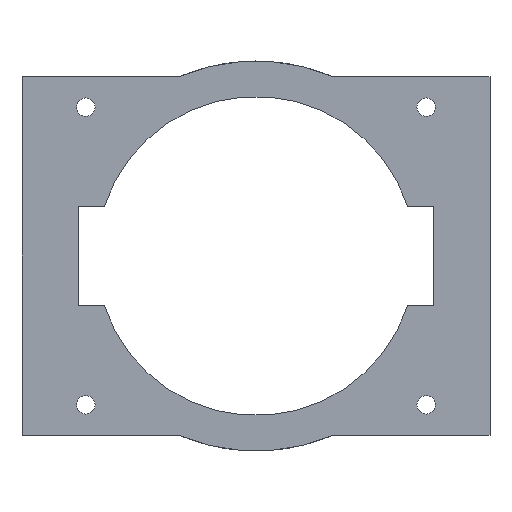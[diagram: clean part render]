
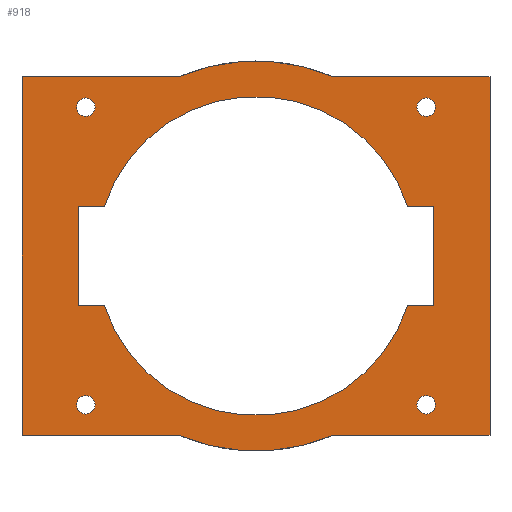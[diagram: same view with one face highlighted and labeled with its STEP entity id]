
A CAD part, front view. The second image highlights one B-rep face of the part: STEP entity #918.
In plain terms, the highlighted planar face has unit normal (0, -1, 0).
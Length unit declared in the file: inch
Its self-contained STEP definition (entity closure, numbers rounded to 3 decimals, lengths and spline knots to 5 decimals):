
#1=DIRECTION('',(-1.,0.,0.));
#2=VECTOR('',#1,1.10528);
#3=CARTESIAN_POINT('',(1.65,0.,-1.2625));
#4=LINE('',#3,#2);
#5=CARTESIAN_POINT('',(0.,0.,0.));
#6=DIRECTION('',(0.,1.,0.));
#7=DIRECTION('',(0.396,0.,-0.918));
#8=AXIS2_PLACEMENT_3D('',#5,#6,#7);
#10=DIRECTION('',(-1.,0.,0.));
#11=VECTOR('',#10,1.10528);
#12=CARTESIAN_POINT('',(-0.54472,0.,-1.2625));
#13=LINE('',#12,#11);
#14=DIRECTION('',(0.,0.,1.));
#15=VECTOR('',#14,2.525);
#16=CARTESIAN_POINT('',(-1.65,0.,-1.2625));
#17=LINE('',#16,#15);
#18=DIRECTION('',(1.,0.,0.));
#19=VECTOR('',#18,1.10528);
#20=CARTESIAN_POINT('',(-1.65,0.,1.2625));
#21=LINE('',#20,#19);
#22=CARTESIAN_POINT('',(0.,0.,0.));
#23=DIRECTION('',(0.,1.,0.));
#24=DIRECTION('',(-0.396,0.,0.918));
#25=AXIS2_PLACEMENT_3D('',#22,#23,#24);
#27=DIRECTION('',(1.,0.,0.));
#28=VECTOR('',#27,1.10528);
#29=CARTESIAN_POINT('',(0.54472,0.,1.2625));
#30=LINE('',#29,#28);
#31=DIRECTION('',(0.,0.,-1.));
#32=VECTOR('',#31,2.525);
#33=CARTESIAN_POINT('',(1.65,0.,1.2625));
#34=LINE('',#33,#32);
#35=DIRECTION('',(1.,0.,0.));
#36=VECTOR('',#35,0.18083);
#37=CARTESIAN_POINT('',(-1.25,0.,0.35));
#38=LINE('',#37,#36);
#39=DIRECTION('',(0.,0.,1.));
#40=VECTOR('',#39,0.7);
#41=CARTESIAN_POINT('',(-1.25,0.,-0.35));
#42=LINE('',#41,#40);
#43=DIRECTION('',(-1.,0.,0.));
#44=VECTOR('',#43,0.18083);
#45=CARTESIAN_POINT('',(-1.06917,0.,-0.35));
#46=LINE('',#45,#44);
#47=CARTESIAN_POINT('',(0.,0.,0.));
#48=DIRECTION('',(0.,1.,0.));
#49=DIRECTION('',(0.95,0.,-0.311));
#50=AXIS2_PLACEMENT_3D('',#47,#48,#49);
#52=DIRECTION('',(-1.,0.,0.));
#53=VECTOR('',#52,0.18083);
#54=CARTESIAN_POINT('',(1.25,0.,-0.35));
#55=LINE('',#54,#53);
#56=DIRECTION('',(0.,0.,-1.));
#57=VECTOR('',#56,0.7);
#58=CARTESIAN_POINT('',(1.25,0.,0.35));
#59=LINE('',#58,#57);
#60=DIRECTION('',(1.,0.,0.));
#61=VECTOR('',#60,0.18083);
#62=CARTESIAN_POINT('',(1.06917,0.,0.35));
#63=LINE('',#62,#61);
#64=CARTESIAN_POINT('',(0.,0.,0.));
#65=DIRECTION('',(0.,1.,0.));
#66=DIRECTION('',(-0.95,0.,0.311));
#67=AXIS2_PLACEMENT_3D('',#64,#65,#66);
#69=CARTESIAN_POINT('',(-1.2,0.,-1.05));
#70=DIRECTION('',(0.,1.,0.));
#71=DIRECTION('',(1.,0.,0.));
#72=AXIS2_PLACEMENT_3D('',#69,#70,#71);
#74=CARTESIAN_POINT('',(-1.2,0.,-1.05));
#75=DIRECTION('',(0.,1.,0.));
#76=DIRECTION('',(-1.,0.,0.));
#77=AXIS2_PLACEMENT_3D('',#74,#75,#76);
#79=CARTESIAN_POINT('',(1.2,0.,-1.05));
#80=DIRECTION('',(0.,1.,0.));
#81=DIRECTION('',(1.,0.,0.));
#82=AXIS2_PLACEMENT_3D('',#79,#80,#81);
#84=CARTESIAN_POINT('',(1.2,0.,-1.05));
#85=DIRECTION('',(0.,1.,0.));
#86=DIRECTION('',(-1.,0.,0.));
#87=AXIS2_PLACEMENT_3D('',#84,#85,#86);
#89=CARTESIAN_POINT('',(1.2,0.,1.05));
#90=DIRECTION('',(0.,1.,0.));
#91=DIRECTION('',(1.,0.,0.));
#92=AXIS2_PLACEMENT_3D('',#89,#90,#91);
#94=CARTESIAN_POINT('',(1.2,0.,1.05));
#95=DIRECTION('',(0.,1.,0.));
#96=DIRECTION('',(-1.,0.,0.));
#97=AXIS2_PLACEMENT_3D('',#94,#95,#96);
#99=CARTESIAN_POINT('',(-1.2,0.,1.05));
#100=DIRECTION('',(0.,1.,0.));
#101=DIRECTION('',(1.,0.,0.));
#102=AXIS2_PLACEMENT_3D('',#99,#100,#101);
#104=CARTESIAN_POINT('',(-1.2,0.,1.05));
#105=DIRECTION('',(0.,1.,0.));
#106=DIRECTION('',(-1.,0.,0.));
#107=AXIS2_PLACEMENT_3D('',#104,#105,#106);
#653=CARTESIAN_POINT('',(1.65,0.,1.2625));
#654=CARTESIAN_POINT('',(1.65,0.,-1.2625));
#655=VERTEX_POINT('',#653);
#656=VERTEX_POINT('',#654);
#657=CARTESIAN_POINT('',(-1.65,0.,-1.2625));
#658=CARTESIAN_POINT('',(-1.65,0.,1.2625));
#659=VERTEX_POINT('',#657);
#660=VERTEX_POINT('',#658);
#725=CARTESIAN_POINT('',(-1.25,0.,0.35));
#726=CARTESIAN_POINT('',(-1.06917,0.,0.35));
#727=VERTEX_POINT('',#725);
#728=VERTEX_POINT('',#726);
#729=CARTESIAN_POINT('',(1.06917,0.,0.35));
#730=CARTESIAN_POINT('',(1.25,0.,0.35));
#731=VERTEX_POINT('',#729);
#732=VERTEX_POINT('',#730);
#733=CARTESIAN_POINT('',(1.25,0.,-0.35));
#734=VERTEX_POINT('',#733);
#735=CARTESIAN_POINT('',(1.06917,0.,-0.35));
#736=VERTEX_POINT('',#735);
#737=CARTESIAN_POINT('',(-1.06917,0.,-0.35));
#738=CARTESIAN_POINT('',(-1.25,0.,-0.35));
#739=VERTEX_POINT('',#737);
#740=VERTEX_POINT('',#738);
#813=CARTESIAN_POINT('',(-0.54472,0.,1.2625));
#814=VERTEX_POINT('',#813);
#815=CARTESIAN_POINT('',(0.54472,0.,1.2625));
#816=VERTEX_POINT('',#815);
#817=CARTESIAN_POINT('',(0.54472,0.,-1.2625));
#818=VERTEX_POINT('',#817);
#819=CARTESIAN_POINT('',(-0.54472,0.,-1.2625));
#820=VERTEX_POINT('',#819);
#821=CARTESIAN_POINT('',(-1.135,0.,-1.05));
#822=CARTESIAN_POINT('',(-1.265,0.,-1.05));
#823=VERTEX_POINT('',#821);
#824=VERTEX_POINT('',#822);
#825=CARTESIAN_POINT('',(1.265,0.,-1.05));
#826=CARTESIAN_POINT('',(1.135,0.,-1.05));
#827=VERTEX_POINT('',#825);
#828=VERTEX_POINT('',#826);
#829=CARTESIAN_POINT('',(1.265,0.,1.05));
#830=CARTESIAN_POINT('',(1.135,0.,1.05));
#831=VERTEX_POINT('',#829);
#832=VERTEX_POINT('',#830);
#833=CARTESIAN_POINT('',(-1.135,0.,1.05));
#834=CARTESIAN_POINT('',(-1.265,0.,1.05));
#835=VERTEX_POINT('',#833);
#836=VERTEX_POINT('',#834);
#853=CARTESIAN_POINT('',(0.,0.,0.));
#854=DIRECTION('',(0.,1.,0.));
#855=DIRECTION('',(1.,0.,0.));
#856=AXIS2_PLACEMENT_3D('',#853,#854,#855);
#857=PLANE('',#856);
#859=ORIENTED_EDGE('',*,*,#858,.T.);
#861=ORIENTED_EDGE('',*,*,#860,.T.);
#863=ORIENTED_EDGE('',*,*,#862,.T.);
#865=ORIENTED_EDGE('',*,*,#864,.T.);
#867=ORIENTED_EDGE('',*,*,#866,.T.);
#869=ORIENTED_EDGE('',*,*,#868,.T.);
#871=ORIENTED_EDGE('',*,*,#870,.T.);
#873=ORIENTED_EDGE('',*,*,#872,.T.);
#874=EDGE_LOOP('',(#859,#861,#863,#865,#867,#869,#871,#873));
#875=FACE_OUTER_BOUND('',#874,.F.);
#877=ORIENTED_EDGE('',*,*,#876,.F.);
#879=ORIENTED_EDGE('',*,*,#878,.F.);
#881=ORIENTED_EDGE('',*,*,#880,.F.);
#883=ORIENTED_EDGE('',*,*,#882,.F.);
#885=ORIENTED_EDGE('',*,*,#884,.F.);
#887=ORIENTED_EDGE('',*,*,#886,.F.);
#889=ORIENTED_EDGE('',*,*,#888,.F.);
#891=ORIENTED_EDGE('',*,*,#890,.F.);
#892=EDGE_LOOP('',(#877,#879,#881,#883,#885,#887,#889,#891));
#893=FACE_BOUND('',#892,.F.);
#895=ORIENTED_EDGE('',*,*,#894,.F.);
#897=ORIENTED_EDGE('',*,*,#896,.F.);
#898=EDGE_LOOP('',(#895,#897));
#899=FACE_BOUND('',#898,.F.);
#901=ORIENTED_EDGE('',*,*,#900,.F.);
#903=ORIENTED_EDGE('',*,*,#902,.F.);
#904=EDGE_LOOP('',(#901,#903));
#905=FACE_BOUND('',#904,.F.);
#907=ORIENTED_EDGE('',*,*,#906,.F.);
#909=ORIENTED_EDGE('',*,*,#908,.F.);
#910=EDGE_LOOP('',(#907,#909));
#911=FACE_BOUND('',#910,.F.);
#913=ORIENTED_EDGE('',*,*,#912,.F.);
#915=ORIENTED_EDGE('',*,*,#914,.F.);
#916=EDGE_LOOP('',(#913,#915));
#917=FACE_BOUND('',#916,.F.);
#918=ADVANCED_FACE('',(#875,#893,#899,#905,#911,#917),#857,.F.);
#9=CIRCLE('',#8,1.375);
#26=CIRCLE('',#25,1.375);
#51=CIRCLE('',#50,1.125);
#68=CIRCLE('',#67,1.125);
#73=CIRCLE('',#72,0.065);
#78=CIRCLE('',#77,0.065);
#83=CIRCLE('',#82,0.065);
#88=CIRCLE('',#87,0.065);
#93=CIRCLE('',#92,0.065);
#98=CIRCLE('',#97,0.065);
#103=CIRCLE('',#102,0.065);
#108=CIRCLE('',#107,0.065);
#858=EDGE_CURVE('',#656,#818,#4,.T.);
#860=EDGE_CURVE('',#818,#820,#9,.T.);
#862=EDGE_CURVE('',#820,#659,#13,.T.);
#864=EDGE_CURVE('',#659,#660,#17,.T.);
#866=EDGE_CURVE('',#660,#814,#21,.T.);
#868=EDGE_CURVE('',#814,#816,#26,.T.);
#870=EDGE_CURVE('',#816,#655,#30,.T.);
#872=EDGE_CURVE('',#655,#656,#34,.T.);
#876=EDGE_CURVE('',#727,#728,#38,.T.);
#878=EDGE_CURVE('',#740,#727,#42,.T.);
#880=EDGE_CURVE('',#739,#740,#46,.T.);
#882=EDGE_CURVE('',#736,#739,#51,.T.);
#884=EDGE_CURVE('',#734,#736,#55,.T.);
#886=EDGE_CURVE('',#732,#734,#59,.T.);
#888=EDGE_CURVE('',#731,#732,#63,.T.);
#890=EDGE_CURVE('',#728,#731,#68,.T.);
#894=EDGE_CURVE('',#823,#824,#73,.T.);
#896=EDGE_CURVE('',#824,#823,#78,.T.);
#900=EDGE_CURVE('',#827,#828,#83,.T.);
#902=EDGE_CURVE('',#828,#827,#88,.T.);
#906=EDGE_CURVE('',#831,#832,#93,.T.);
#908=EDGE_CURVE('',#832,#831,#98,.T.);
#912=EDGE_CURVE('',#835,#836,#103,.T.);
#914=EDGE_CURVE('',#836,#835,#108,.T.);
